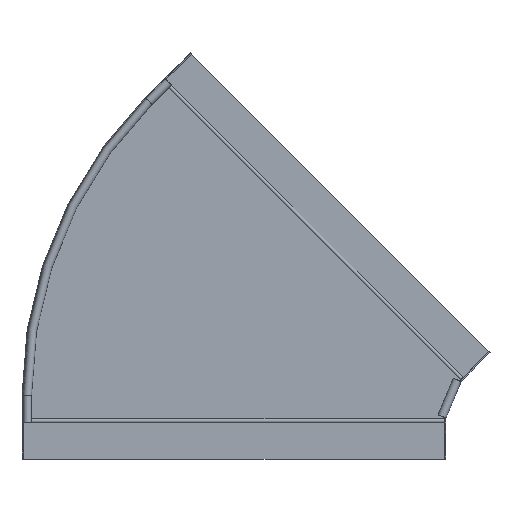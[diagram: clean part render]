
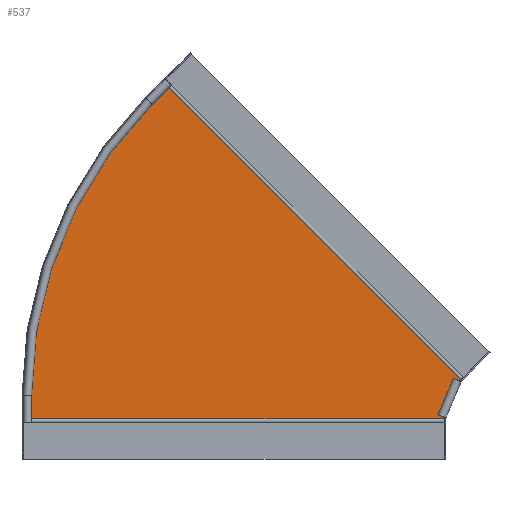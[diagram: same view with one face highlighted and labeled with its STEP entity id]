
A CAD part, top view. The second image highlights one B-rep face of the part: STEP entity #537.
In plain terms, the highlighted planar face has unit normal (0, 0, 1).
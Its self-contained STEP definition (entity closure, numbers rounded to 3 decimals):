
#60=DIRECTION('',(0.383,0.924,0.));
#61=VECTOR('',#60,57.822);
#62=CARTESIAN_POINT('',(0.,58.485,0.));
#63=LINE('',#62,#61);
#64=CARTESIAN_POINT('',(-1.501,90.4,0.));
#65=DIRECTION('',(0.,0.,1.));
#66=DIRECTION('',(-0.707,0.707,0.));
#67=AXIS2_PLACEMENT_3D('',#64,#65,#66);
#69=DIRECTION('',(-0.707,-0.707,0.));
#70=VECTOR('',#69,33.086);
#71=CARTESIAN_POINT('',(-400.248,535.937,0.001));
#72=LINE('',#71,#70);
#73=DIRECTION('',(-0.707,0.707,0.));
#74=VECTOR('',#73,598.5);
#75=CARTESIAN_POINT('',(22.956,112.734,0.001));
#76=LINE('',#75,#74);
#77=DIRECTION('',(0.707,0.707,0.001));
#78=VECTOR('',#77,1.171);
#79=CARTESIAN_POINT('',(22.128,111.906,0.));
#80=LINE('',#79,#78);
#108=DIRECTION('',(0.,-1.,0.001));
#109=VECTOR('',#108,1.171);
#110=CARTESIAN_POINT('',(0.,58.485,0.));
#111=LINE('',#110,#109);
#289=DIRECTION('',(0.,1.,0.));
#290=VECTOR('',#289,33.086);
#291=CARTESIAN_POINT('',(-598.5,57.314,0.001));
#292=LINE('',#291,#290);
#316=DIRECTION('',(-1.,0.,0.));
#317=VECTOR('',#316,598.5);
#318=CARTESIAN_POINT('',(0.,57.314,0.001));
#319=LINE('',#318,#317);
#332=CARTESIAN_POINT('',(0.,57.314,0.001));
#333=CARTESIAN_POINT('',(-598.5,57.314,0.001));
#334=VERTEX_POINT('',#332);
#335=VERTEX_POINT('',#333);
#360=CARTESIAN_POINT('',(-400.248,535.937,0.001));
#361=CARTESIAN_POINT('',(-423.643,512.542,0.));
#362=VERTEX_POINT('',#360);
#363=VERTEX_POINT('',#361);
#364=CARTESIAN_POINT('',(22.128,111.906,0.));
#365=CARTESIAN_POINT('',(22.956,112.734,0.001));
#366=VERTEX_POINT('',#364);
#367=VERTEX_POINT('',#365);
#368=CARTESIAN_POINT('',(0.,58.485,0.));
#369=VERTEX_POINT('',#368);
#370=CARTESIAN_POINT('',(-598.5,90.4,0.));
#371=VERTEX_POINT('',#370);
#516=CARTESIAN_POINT('',(-1.501,90.4,0.));
#517=DIRECTION('',(0.,0.,-1.));
#518=DIRECTION('',(-1.,0.,0.));
#519=AXIS2_PLACEMENT_3D('',#516,#517,#518);
#520=PLANE('',#519);
#522=ORIENTED_EDGE('',*,*,#521,.F.);
#524=ORIENTED_EDGE('',*,*,#523,.T.);
#526=ORIENTED_EDGE('',*,*,#525,.T.);
#528=ORIENTED_EDGE('',*,*,#527,.T.);
#530=ORIENTED_EDGE('',*,*,#529,.F.);
#532=ORIENTED_EDGE('',*,*,#531,.F.);
#533=ORIENTED_EDGE('',*,*,#508,.F.);
#534=ORIENTED_EDGE('',*,*,#448,.F.);
#535=EDGE_LOOP('',(#522,#524,#526,#528,#530,#532,#533,#534));
#536=FACE_OUTER_BOUND('',#535,.F.);
#537=ADVANCED_FACE('',(#536),#520,.F.);
#68=CIRCLE('',#67,596.999);
#448=EDGE_CURVE('',#366,#367,#80,.T.);
#508=EDGE_CURVE('',#367,#362,#76,.T.);
#521=EDGE_CURVE('',#369,#366,#63,.T.);
#523=EDGE_CURVE('',#369,#334,#111,.T.);
#525=EDGE_CURVE('',#334,#335,#319,.T.);
#527=EDGE_CURVE('',#335,#371,#292,.T.);
#529=EDGE_CURVE('',#363,#371,#68,.T.);
#531=EDGE_CURVE('',#362,#363,#72,.T.);
